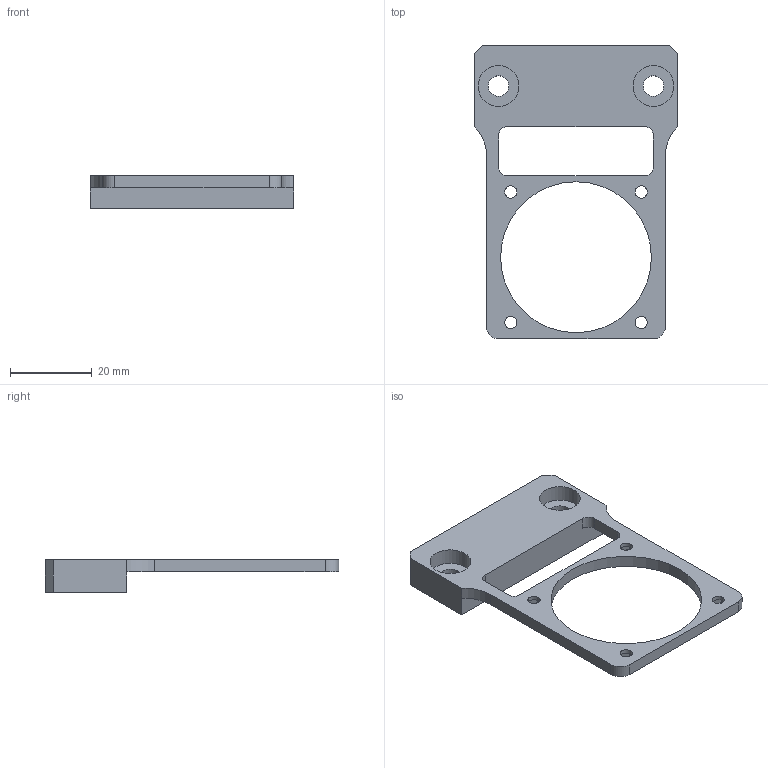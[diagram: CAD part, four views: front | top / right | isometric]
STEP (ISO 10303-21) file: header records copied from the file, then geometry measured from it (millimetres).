
FILE_DESCRIPTION(/* description */ (''),/* implementation_level */ '2;1');
FILE_NAME(/* name */ 'Fan_mount v2.step',/* time_stamp */ '2022-10-06T09:35:45+02:00',/* author */ (''),/* organization */ (''),/* preprocessor_version */ 'ST-DEVELOPER v19',/* originating_system */ 'Autodesk Translation Framework v11.7.0.108',/* authorisation */ '');
FILE_SCHEMA (('AUTOMOTIVE_DESIGN { 1 0 10303 214 3 1 1 }'));
Length unit declared in the file: millimetre
Products named in the file (1): Fan_mount
Bounding box: 50 x 72 x 8 mm (x, y, z)
Volume: 9122.1 mm3; surface area: 6016 mm2
Topology: 1 solids, 1 shells, 66 faces, 169 edges, 112 vertices
Faces by surface type: plane 47, cylinder 19
Full cylindrical faces by diameter (mm): 3 x4, 5 x2, 10 x4, 37 x1
Entity records: 2060 total; most frequent: CARTESIAN_POINT 348, DIRECTION 341, ORIENTED_EDGE 338, EDGE_CURVE 169, LINE 131, VECTOR 131, VERTEX_POINT 112, AXIS2_PLACEMENT_3D 105
